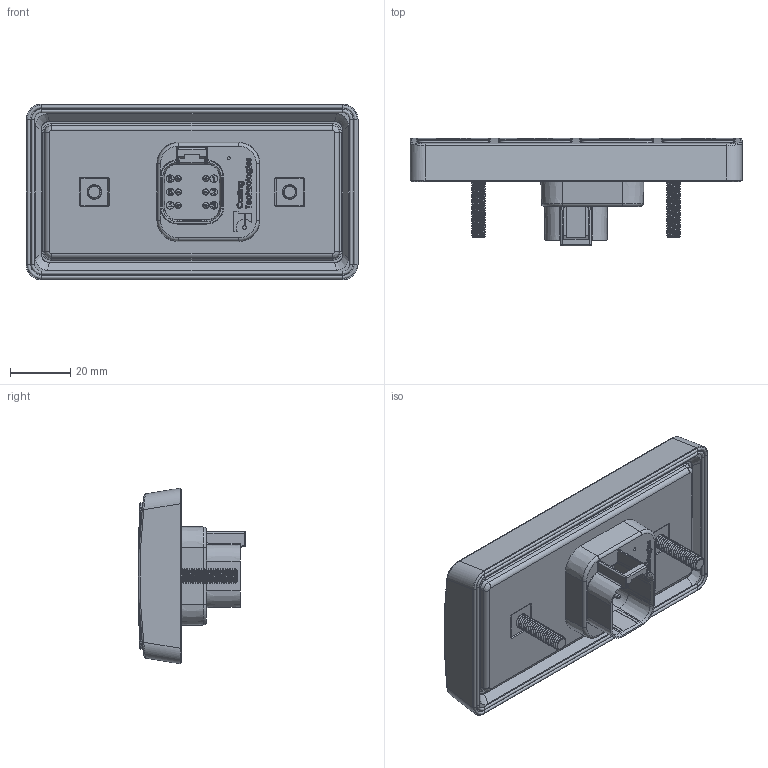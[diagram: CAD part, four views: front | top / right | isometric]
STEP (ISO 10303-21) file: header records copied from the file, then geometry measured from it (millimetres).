
FILE_DESCRIPTION((''),'2;1');
FILE_NAME('PRT0001','2021-08-13T10:29:35',('patrickmoody'),(''),'CREO PARAMETRIC BY PTC INC, 2020342','CREO PARAMETRIC BY PTC INC, 2020342','');
FILE_SCHEMA(('AUTOMOTIVE_DESIGN { 1 0 10303 214 1 1 1 1 }'));
Products named in the file (1): PRT0001
Bounding box: 110.49 x 35.8 x 58.42 mm (x, y, z)
Volume: 90486.6 mm3; surface area: 25663.8 mm2
Topology: 1 solids, 2 shells, 1286 faces, 3476 edges, 2267 vertices
Faces by surface type: cylinder 397, plane 356, extrusion 289, bspline 142, torus 64, cone 36, sphere 2
Entity records: 89393 total; most frequent: CARTESIAN_POINT 51713, ORIENTED_EDGE 6948, DIRECTION 4531, EDGE_CURVE 3474, VERTEX_POINT 2267, B_SPLINE_CURVE_WITH_KNOTS 1776, VECTOR 1756, LINE 1467
